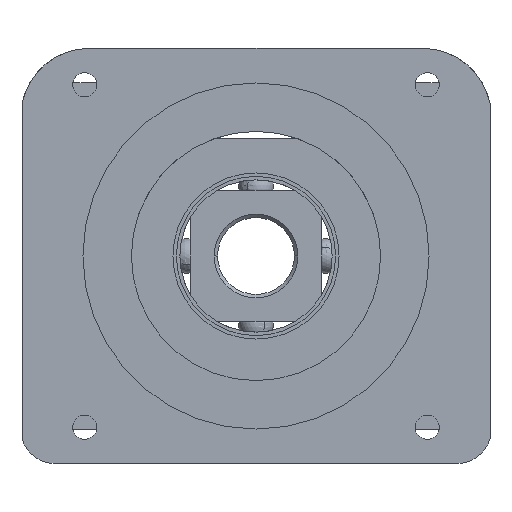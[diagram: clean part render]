
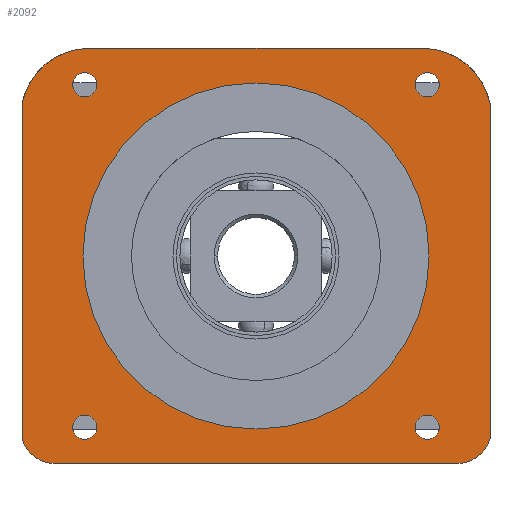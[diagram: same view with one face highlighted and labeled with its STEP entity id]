
A CAD part, left-side view. The second image highlights one B-rep face of the part: STEP entity #2092.
In plain terms, the highlighted planar face has unit normal (-1, 0, 0).
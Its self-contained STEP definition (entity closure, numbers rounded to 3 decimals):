
#1906=CARTESIAN_POINT('Vertex',(0.,22.999,-24.749)) ;
#1909=CARTESIAN_POINT('Axis2P3D Location',(0.,24.749,-24.749)) ;
#1913=CARTESIAN_POINT('Vertex',(0.,26.499,-24.749)) ;
#1933=CARTESIAN_POINT('Axis2P3D Location',(0.,24.749,-24.749)) ;
#1945=CARTESIAN_POINT('Axis2P3D Location',(0.,0.,0.)) ;
#1950=CARTESIAN_POINT('Line Origine',(0.,-33.8,-2.205)) ;
#1954=CARTESIAN_POINT('Vertex',(0.,-33.8,21.99)) ;
#1956=CARTESIAN_POINT('Vertex',(0.,-33.8,-26.4)) ;
#1959=CARTESIAN_POINT('Axis2P3D Location',(0.,-24.,20.)) ;
#1963=CARTESIAN_POINT('Vertex',(0.,-24.,30.)) ;
#1966=CARTESIAN_POINT('Line Origine',(0.,0.,30.)) ;
#1970=CARTESIAN_POINT('Vertex',(0.,24.,30.)) ;
#1973=CARTESIAN_POINT('Axis2P3D Location',(0.,24.,20.)) ;
#1977=CARTESIAN_POINT('Vertex',(0.,33.8,21.99)) ;
#1980=CARTESIAN_POINT('Line Origine',(0.,33.8,-2.205)) ;
#1984=CARTESIAN_POINT('Vertex',(0.,33.8,-26.4)) ;
#1987=CARTESIAN_POINT('Axis2P3D Location',(0.,29.,-25.)) ;
#1991=CARTESIAN_POINT('Vertex',(0.,29.,-30.)) ;
#1994=CARTESIAN_POINT('Line Origine',(0.,0.,-30.)) ;
#1998=CARTESIAN_POINT('Vertex',(0.,-29.,-30.)) ;
#2001=CARTESIAN_POINT('Axis2P3D Location',(0.,-29.,-25.)) ;
#2016=CARTESIAN_POINT('Axis2P3D Location',(0.,0.,0.)) ;
#2020=CARTESIAN_POINT('Vertex',(0.,25.,0.)) ;
#2022=CARTESIAN_POINT('Vertex',(0.,-25.,0.)) ;
#2025=CARTESIAN_POINT('Axis2P3D Location',(0.,0.,0.)) ;
#2034=CARTESIAN_POINT('Axis2P3D Location',(0.,24.749,24.749)) ;
#2038=CARTESIAN_POINT('Vertex',(0.,26.499,24.749)) ;
#2040=CARTESIAN_POINT('Vertex',(0.,22.999,24.749)) ;
#2043=CARTESIAN_POINT('Axis2P3D Location',(0.,24.749,24.749)) ;
#2052=CARTESIAN_POINT('Axis2P3D Location',(0.,-24.749,24.749)) ;
#2056=CARTESIAN_POINT('Vertex',(0.,-26.499,24.749)) ;
#2058=CARTESIAN_POINT('Vertex',(0.,-22.999,24.749)) ;
#2061=CARTESIAN_POINT('Axis2P3D Location',(0.,-24.749,24.749)) ;
#2074=CARTESIAN_POINT('Axis2P3D Location',(0.,-24.749,-24.749)) ;
#2078=CARTESIAN_POINT('Vertex',(0.,-26.499,-24.749)) ;
#2080=CARTESIAN_POINT('Vertex',(0.,-22.999,-24.749)) ;
#2083=CARTESIAN_POINT('Axis2P3D Location',(0.,-24.749,-24.749)) ;
#1910=DIRECTION('Axis2P3D Direction',(1.,0.,0.)) ;
#1934=DIRECTION('Axis2P3D Direction',(1.,0.,0.)) ;
#1946=DIRECTION('Axis2P3D Direction',(1.,0.,0.)) ;
#1947=DIRECTION('Axis2P3D XDirection',(0.,1.,0.)) ;
#1951=DIRECTION('Vector Direction',(0.,0.,-1.)) ;
#1960=DIRECTION('Axis2P3D Direction',(1.,0.,0.)) ;
#1967=DIRECTION('Vector Direction',(0.,1.,0.)) ;
#1974=DIRECTION('Axis2P3D Direction',(1.,0.,0.)) ;
#1981=DIRECTION('Vector Direction',(0.,0.,-1.)) ;
#1988=DIRECTION('Axis2P3D Direction',(1.,0.,0.)) ;
#1995=DIRECTION('Vector Direction',(0.,-1.,0.)) ;
#2002=DIRECTION('Axis2P3D Direction',(1.,0.,0.)) ;
#2017=DIRECTION('Axis2P3D Direction',(1.,0.,0.)) ;
#2026=DIRECTION('Axis2P3D Direction',(1.,0.,0.)) ;
#2035=DIRECTION('Axis2P3D Direction',(1.,0.,0.)) ;
#2044=DIRECTION('Axis2P3D Direction',(1.,0.,0.)) ;
#2053=DIRECTION('Axis2P3D Direction',(1.,0.,0.)) ;
#2062=DIRECTION('Axis2P3D Direction',(1.,0.,0.)) ;
#2075=DIRECTION('Axis2P3D Direction',(1.,0.,0.)) ;
#2084=DIRECTION('Axis2P3D Direction',(1.,0.,0.)) ;
#1911=AXIS2_PLACEMENT_3D('Circle Axis2P3D',#1909,#1910,$) ;
#1935=AXIS2_PLACEMENT_3D('Circle Axis2P3D',#1933,#1934,$) ;
#1948=AXIS2_PLACEMENT_3D('Plane Axis2P3D',#1945,#1946,#1947) ;
#1961=AXIS2_PLACEMENT_3D('Circle Axis2P3D',#1959,#1960,$) ;
#1975=AXIS2_PLACEMENT_3D('Circle Axis2P3D',#1973,#1974,$) ;
#1989=AXIS2_PLACEMENT_3D('Circle Axis2P3D',#1987,#1988,$) ;
#2003=AXIS2_PLACEMENT_3D('Circle Axis2P3D',#2001,#2002,$) ;
#2018=AXIS2_PLACEMENT_3D('Circle Axis2P3D',#2016,#2017,$) ;
#2027=AXIS2_PLACEMENT_3D('Circle Axis2P3D',#2025,#2026,$) ;
#2036=AXIS2_PLACEMENT_3D('Circle Axis2P3D',#2034,#2035,$) ;
#2045=AXIS2_PLACEMENT_3D('Circle Axis2P3D',#2043,#2044,$) ;
#2054=AXIS2_PLACEMENT_3D('Circle Axis2P3D',#2052,#2053,$) ;
#2063=AXIS2_PLACEMENT_3D('Circle Axis2P3D',#2061,#2062,$) ;
#2076=AXIS2_PLACEMENT_3D('Circle Axis2P3D',#2074,#2075,$) ;
#2085=AXIS2_PLACEMENT_3D('Circle Axis2P3D',#2083,#2084,$) ;
#2007=ORIENTED_EDGE('',*,*,#1958,.F.) ;
#2008=ORIENTED_EDGE('',*,*,#1965,.F.) ;
#2009=ORIENTED_EDGE('',*,*,#1972,.F.) ;
#2010=ORIENTED_EDGE('',*,*,#1979,.F.) ;
#2011=ORIENTED_EDGE('',*,*,#1986,.T.) ;
#2012=ORIENTED_EDGE('',*,*,#1993,.F.) ;
#2013=ORIENTED_EDGE('',*,*,#2000,.F.) ;
#2014=ORIENTED_EDGE('',*,*,#2005,.F.) ;
#2031=ORIENTED_EDGE('',*,*,#2024,.F.) ;
#2032=ORIENTED_EDGE('',*,*,#2029,.F.) ;
#2049=ORIENTED_EDGE('',*,*,#2042,.T.) ;
#2050=ORIENTED_EDGE('',*,*,#2047,.T.) ;
#2067=ORIENTED_EDGE('',*,*,#2060,.T.) ;
#2068=ORIENTED_EDGE('',*,*,#2065,.T.) ;
#2071=ORIENTED_EDGE('',*,*,#1915,.T.) ;
#2072=ORIENTED_EDGE('',*,*,#1937,.T.) ;
#2089=ORIENTED_EDGE('',*,*,#2082,.T.) ;
#2090=ORIENTED_EDGE('',*,*,#2087,.T.) ;
#2033=FACE_BOUND('',#2030,.T.) ;
#2051=FACE_BOUND('',#2048,.T.) ;
#2069=FACE_BOUND('',#2066,.T.) ;
#2073=FACE_BOUND('',#2070,.T.) ;
#2091=FACE_BOUND('',#2088,.T.) ;
#1952=VECTOR('Line Direction',#1951,1.) ;
#1968=VECTOR('Line Direction',#1967,1.) ;
#1982=VECTOR('Line Direction',#1981,1.) ;
#1996=VECTOR('Line Direction',#1995,1.) ;
#2092=ADVANCED_FACE('\X2\96F64EF651E04F554F53\X0\',(#2015,#2033,#2051,#2069,#2073,#2091),#1949,.F.) ;
#1912=CIRCLE('generated circle',#1911,1.75) ;
#1936=CIRCLE('generated circle',#1935,1.75) ;
#1962=CIRCLE('generated circle',#1961,10.) ;
#1976=CIRCLE('generated circle',#1975,10.) ;
#1990=CIRCLE('generated circle',#1989,5.) ;
#2004=CIRCLE('generated circle',#2003,5.) ;
#2019=CIRCLE('generated circle',#2018,25.) ;
#2028=CIRCLE('generated circle',#2027,25.) ;
#2037=CIRCLE('generated circle',#2036,1.75) ;
#2046=CIRCLE('generated circle',#2045,1.75) ;
#2055=CIRCLE('generated circle',#2054,1.75) ;
#2064=CIRCLE('generated circle',#2063,1.75) ;
#2077=CIRCLE('generated circle',#2076,1.75) ;
#2086=CIRCLE('generated circle',#2085,1.75) ;
#1915=EDGE_CURVE('',#1914,#1907,#1912,.T.) ;
#1937=EDGE_CURVE('',#1907,#1914,#1936,.T.) ;
#1958=EDGE_CURVE('',#1955,#1957,#1953,.T.) ;
#1965=EDGE_CURVE('',#1964,#1955,#1962,.T.) ;
#1972=EDGE_CURVE('',#1971,#1964,#1969,.F.) ;
#1979=EDGE_CURVE('',#1978,#1971,#1976,.T.) ;
#1986=EDGE_CURVE('',#1978,#1985,#1983,.T.) ;
#1993=EDGE_CURVE('',#1992,#1985,#1990,.T.) ;
#2000=EDGE_CURVE('',#1999,#1992,#1997,.F.) ;
#2005=EDGE_CURVE('',#1957,#1999,#2004,.T.) ;
#2024=EDGE_CURVE('',#2021,#2023,#2019,.F.) ;
#2029=EDGE_CURVE('',#2023,#2021,#2028,.F.) ;
#2042=EDGE_CURVE('',#2039,#2041,#2037,.T.) ;
#2047=EDGE_CURVE('',#2041,#2039,#2046,.T.) ;
#2060=EDGE_CURVE('',#2057,#2059,#2055,.T.) ;
#2065=EDGE_CURVE('',#2059,#2057,#2064,.T.) ;
#2082=EDGE_CURVE('',#2079,#2081,#2077,.T.) ;
#2087=EDGE_CURVE('',#2081,#2079,#2086,.T.) ;
#2006=EDGE_LOOP('',(#2007,#2008,#2009,#2010,#2011,#2012,#2013,#2014)) ;
#2030=EDGE_LOOP('',(#2031,#2032)) ;
#2048=EDGE_LOOP('',(#2049,#2050)) ;
#2066=EDGE_LOOP('',(#2067,#2068)) ;
#2070=EDGE_LOOP('',(#2071,#2072)) ;
#2088=EDGE_LOOP('',(#2089,#2090)) ;
#2015=FACE_OUTER_BOUND('',#2006,.T.) ;
#1953=LINE('Line',#1950,#1952) ;
#1969=LINE('Line',#1966,#1968) ;
#1983=LINE('Line',#1980,#1982) ;
#1997=LINE('Line',#1994,#1996) ;
#1949=PLANE('Plane',#1948) ;
#1907=VERTEX_POINT('',#1906) ;
#1914=VERTEX_POINT('',#1913) ;
#1955=VERTEX_POINT('',#1954) ;
#1957=VERTEX_POINT('',#1956) ;
#1964=VERTEX_POINT('',#1963) ;
#1971=VERTEX_POINT('',#1970) ;
#1978=VERTEX_POINT('',#1977) ;
#1985=VERTEX_POINT('',#1984) ;
#1992=VERTEX_POINT('',#1991) ;
#1999=VERTEX_POINT('',#1998) ;
#2021=VERTEX_POINT('',#2020) ;
#2023=VERTEX_POINT('',#2022) ;
#2039=VERTEX_POINT('',#2038) ;
#2041=VERTEX_POINT('',#2040) ;
#2057=VERTEX_POINT('',#2056) ;
#2059=VERTEX_POINT('',#2058) ;
#2079=VERTEX_POINT('',#2078) ;
#2081=VERTEX_POINT('',#2080) ;
